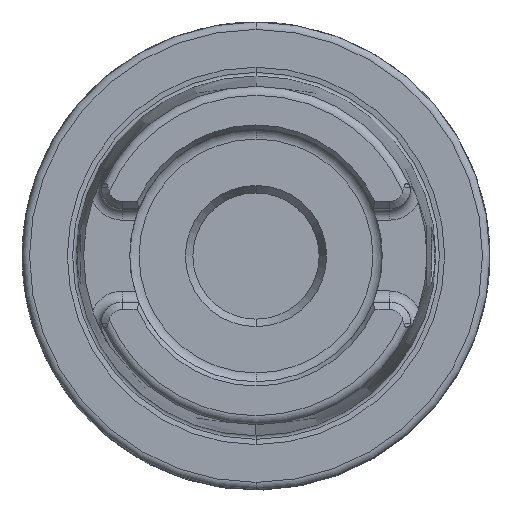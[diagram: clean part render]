
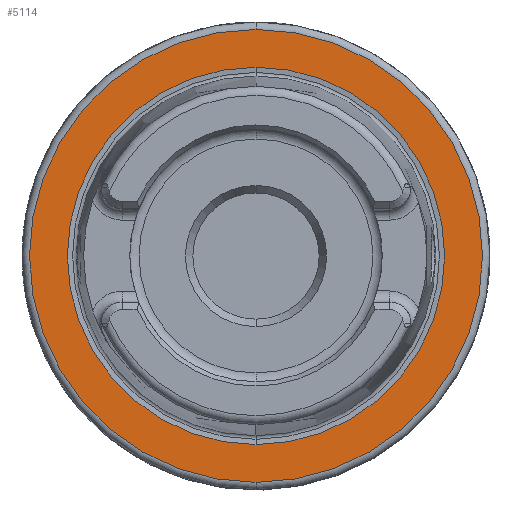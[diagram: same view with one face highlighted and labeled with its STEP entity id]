
A CAD part, top view. The second image highlights one B-rep face of the part: STEP entity #5114.
In plain terms, the highlighted planar face has unit normal (0, 0, 1).
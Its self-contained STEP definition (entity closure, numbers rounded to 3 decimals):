
#1264=CARTESIAN_POINT('',(0,0,26));
#1265=DIRECTION('',(0,0,-1));
#1266=DIRECTION('',(0,1,0));
#1267=AXIS2_PLACEMENT_3D('',#1264,#1265,#1266);
#1277=CARTESIAN_POINT('',(0,0,26));
#1278=DIRECTION('',(0,0,1));
#1279=DIRECTION('',(0,1,0));
#1280=AXIS2_PLACEMENT_3D('',#1277,#1278,#1279);
#1282=CARTESIAN_POINT('',(0,0,26));
#1283=DIRECTION('',(0,0,1));
#1284=DIRECTION('',(0,1,0));
#1285=AXIS2_PLACEMENT_3D('',#1282,#1283,#1284);
#1287=CARTESIAN_POINT('',(0,0,26));
#1288=DIRECTION('',(0,0,1));
#1289=DIRECTION('',(0,-1,0));
#1290=AXIS2_PLACEMENT_3D('',#1287,#1288,#1289);
#3275=CARTESIAN_POINT('',(0,25.409,26));
#3277=VERTEX_POINT('',#3275);
#3311=CARTESIAN_POINT('',(0,-25.409,26));
#3313=VERTEX_POINT('',#3311);
#3377=CARTESIAN_POINT('',(0,30.5,26));
#3378=CARTESIAN_POINT('',(0,-30.5,26));
#3379=VERTEX_POINT('',#3377);
#3380=VERTEX_POINT('',#3378);
#5099=CARTESIAN_POINT('',(0,0,26));
#5100=DIRECTION('',(0,0,-1));
#5101=DIRECTION('',(0,-1,0));
#5102=AXIS2_PLACEMENT_3D('',#5099,#5100,#5101);
#5103=PLANE('',#5102);
#5105=ORIENTED_EDGE('',*,*,#5104,.F.);
#5107=ORIENTED_EDGE('',*,*,#5106,.F.);
#5108=EDGE_LOOP('',(#5105,#5107));
#5109=FACE_OUTER_BOUND('',#5108,.F.);
#5110=ORIENTED_EDGE('',*,*,#5094,.T.);
#5111=ORIENTED_EDGE('',*,*,#5078,.F.);
#5112=EDGE_LOOP('',(#5110,#5111));
#5113=FACE_BOUND('',#5112,.F.);
#5114=ADVANCED_FACE('',(#5109,#5113),#5103,.F.);
#1268=CIRCLE('',#1267,25.409);
#1281=CIRCLE('',#1280,25.409);
#1286=CIRCLE('',#1285,30.5);
#1291=CIRCLE('',#1290,30.5);
#5078=EDGE_CURVE('',#3277,#3313,#1268,.T.);
#5094=EDGE_CURVE('',#3277,#3313,#1281,.T.);
#5104=EDGE_CURVE('',#3379,#3380,#1286,.T.);
#5106=EDGE_CURVE('',#3380,#3379,#1291,.T.);
